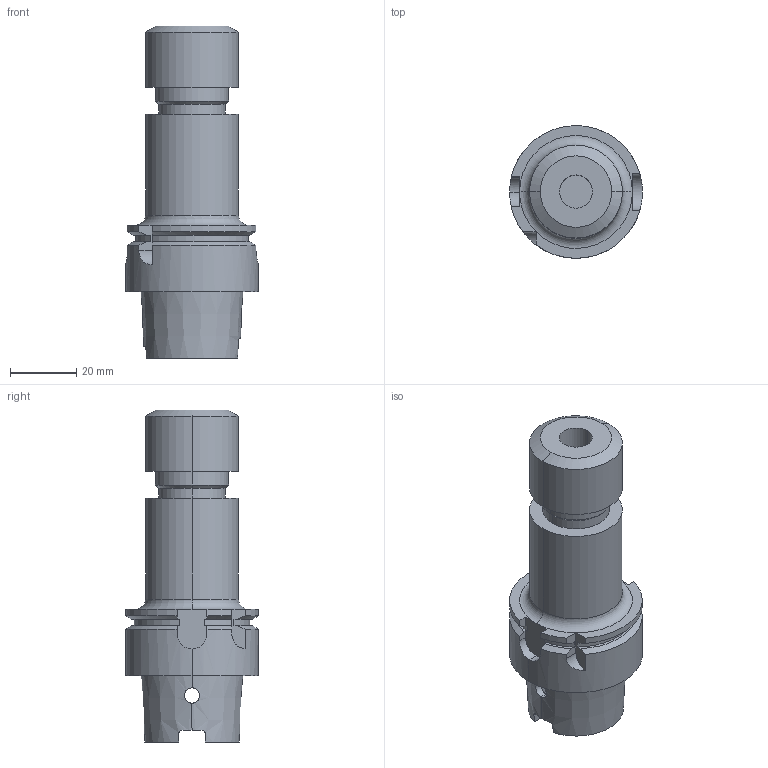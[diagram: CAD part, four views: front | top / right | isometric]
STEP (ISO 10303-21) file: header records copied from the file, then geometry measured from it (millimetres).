
FILE_DESCRIPTION (( 'STEP AP203' ), '1' );
FILE_NAME ('STP-SATE-31376.STEP', '2018-05-16T05:10:37', ( '' ), ( '' ), 'SwSTEP 2.0', 'SolidWorks 2015', '' );
FILE_SCHEMA (( 'CONFIG_CONTROL_DESIGN' ));
Length unit declared in the file: millimetre
Products named in the file (1): STP-SATE-31376
Bounding box: 40 x 40 x 100 mm (x, y, z)
Volume: 57600.2 mm3; surface area: 15822.3 mm2
Topology: 1 solids, 1 shells, 96 faces, 250 edges, 157 vertices
Faces by surface type: cylinder 38, plane 36, cone 16, torus 6
Entity records: 3380 total; most frequent: CARTESIAN_POINT 961, ORIENTED_EDGE 500, DIRECTION 487, EDGE_CURVE 250, AXIS2_PLACEMENT_3D 187, VERTEX_POINT 157, VECTOR 113, LINE 113
